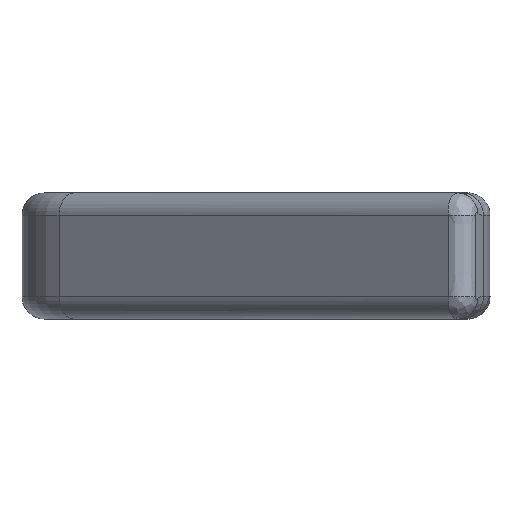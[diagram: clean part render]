
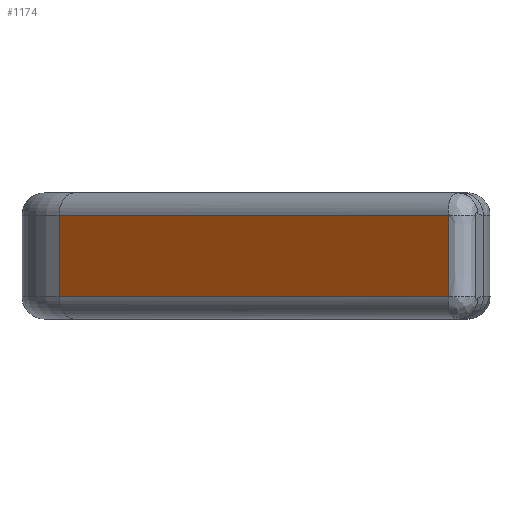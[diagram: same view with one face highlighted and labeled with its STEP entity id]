
A CAD part, left-side view. The second image highlights one B-rep face of the part: STEP entity #1174.
In plain terms, the highlighted planar face has unit normal (-0.743, 0.669, 0).
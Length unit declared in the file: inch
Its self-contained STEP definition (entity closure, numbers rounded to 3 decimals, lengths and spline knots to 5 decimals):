
#61=PLANE('',#1288);
#86=B_SPLINE_CURVE_WITH_KNOTS('',5,(#2004,#2005,#2006,#2007,#2008,#2009,
#2010,#2011,#2012,#2013,#2014,#2015),.UNSPECIFIED.,.F.,.F.,(6,3,3,6),(21.56609,
50.12001,71.11707,72.04942),.UNSPECIFIED.);
#129=LINE('',#1691,#179);
#149=LINE('',#1817,#199);
#155=LINE('',#2003,#205);
#179=VECTOR('',#1393,0.01142);
#199=VECTOR('',#1455,0.07353);
#205=VECTOR('',#1475,0.07353);
#259=FACE_OUTER_BOUND('',#333,.T.);
#333=EDGE_LOOP('',(#818,#819,#820,#821));
#454=VERTEX_POINT('',#1661);
#460=VERTEX_POINT('',#1690);
#491=VERTEX_POINT('',#1816);
#505=VERTEX_POINT('',#2002);
#564=EDGE_CURVE('',#460,#454,#129,.T.);
#602=EDGE_CURVE('',#454,#491,#149,.F.);
#621=EDGE_CURVE('',#460,#505,#155,.T.);
#622=EDGE_CURVE('',#491,#505,#86,.F.);
#818=ORIENTED_EDGE('',*,*,#602,.F.);
#819=ORIENTED_EDGE('',*,*,#564,.F.);
#820=ORIENTED_EDGE('',*,*,#621,.T.);
#821=ORIENTED_EDGE('',*,*,#622,.F.);
#1174=ADVANCED_FACE('',(#259),#61,.T.);
#1288=AXIS2_PLACEMENT_3D('',#2001,#1473,#1474);
#1393=DIRECTION('',(0.,0.,1.));
#1455=DIRECTION('',(0.669,0.743,0.));
#1473=DIRECTION('center_axis',(-0.743,0.669,0.));
#1474=DIRECTION('ref_axis',(0.,0.,1.));
#1475=DIRECTION('',(-0.669,-0.743,0.));
#1661=CARTESIAN_POINT('',(-0.11257,0.01132,0.00571));
#1690=CARTESIAN_POINT('',(-0.11257,0.01132,-0.00571));
#1691=CARTESIAN_POINT('',(-0.11257,0.01132,-0.00571));
#1816=CARTESIAN_POINT('',(-0.16177,-0.04332,0.00571));
#1817=CARTESIAN_POINT('',(-0.16177,-0.04332,0.00571));
#2001=CARTESIAN_POINT('Origin',(-0.11011,0.01406,-0.00628));
#2002=CARTESIAN_POINT('',(-0.16177,-0.04332,-0.00571));
#2003=CARTESIAN_POINT('',(-0.11257,0.01132,-0.00571));
#2004=CARTESIAN_POINT('Ctrl Pts',(-0.16177,-0.04332,
-0.00571));
#2005=CARTESIAN_POINT('Ctrl Pts',(-0.16177,-0.04332,
-0.00447));
#2006=CARTESIAN_POINT('Ctrl Pts',(-0.16177,-0.04332,
-0.00317));
#2007=CARTESIAN_POINT('Ctrl Pts',(-0.16177,-0.04332,
-0.0019));
#2008=CARTESIAN_POINT('Ctrl Pts',(-0.16177,-0.04332,
0.0004));
#2009=CARTESIAN_POINT('Ctrl Pts',(-0.16177,-0.04332,
0.00269));
#2010=CARTESIAN_POINT('Ctrl Pts',(-0.16177,-0.04332,
0.00364));
#2011=CARTESIAN_POINT('Ctrl Pts',(-0.16177,-0.04332,
0.00463));
#2012=CARTESIAN_POINT('Ctrl Pts',(-0.16177,-0.04332,
0.00558));
#2013=CARTESIAN_POINT('Ctrl Pts',(-0.16177,-0.04332,
0.00562));
#2014=CARTESIAN_POINT('Ctrl Pts',(-0.16177,-0.04332,
0.00567));
#2015=CARTESIAN_POINT('Ctrl Pts',(-0.16177,-0.04332,
0.00571));
